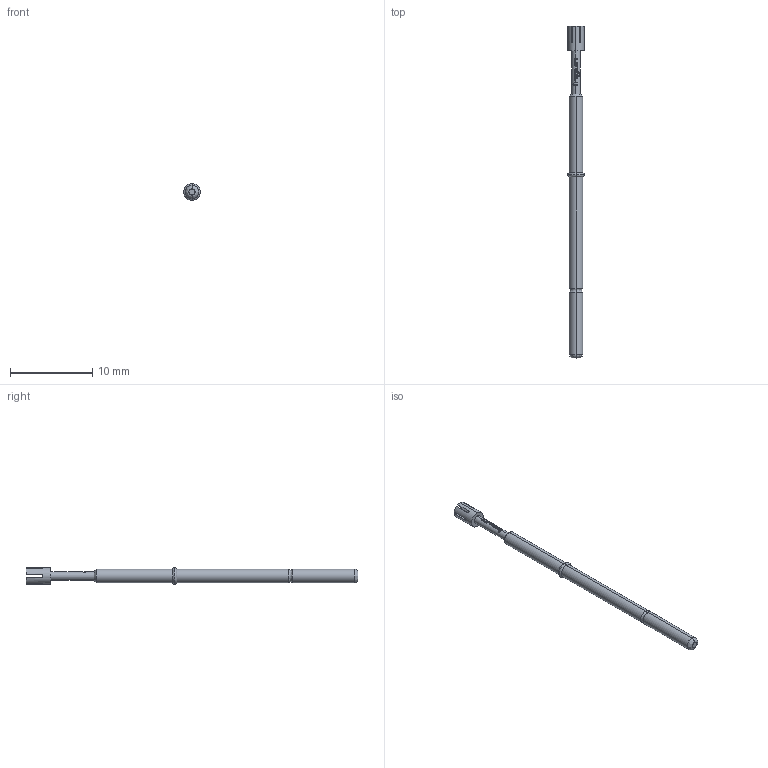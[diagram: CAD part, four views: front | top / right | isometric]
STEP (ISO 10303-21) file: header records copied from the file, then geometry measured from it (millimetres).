
FILE_DESCRIPTION (( 'STEP AP203' ), '1' );
FILE_NAME ('INGUN_GKS-112_319_200_X_xx10_0.STEP', '2016-11-17T13:45:44', ( '' ), ( '' ), 'SwSTEP 2.0', 'SolidWorks 2016', '' );
FILE_SCHEMA (( 'CONFIG_CONTROL_DESIGN' ));
Length unit declared in the file: millimetre
Products named in the file (1): INGUN_GKS-112_319_200_X_xx10_0
Bounding box: 2.03 x 40.3 x 2.03 mm (x, y, z)
Volume: 78.9 mm3; surface area: 223.8 mm2
Topology: 1 solids, 1 shells, 122 faces, 335 edges, 218 vertices
Faces by surface type: plane 56, bspline 30, cylinder 20, cone 16
Entity records: 4951 total; most frequent: CARTESIAN_POINT 1912, ORIENTED_EDGE 670, DIRECTION 559, EDGE_CURVE 335, VERTEX_POINT 218, AXIS2_PLACEMENT_3D 203, VECTOR 153, LINE 153
